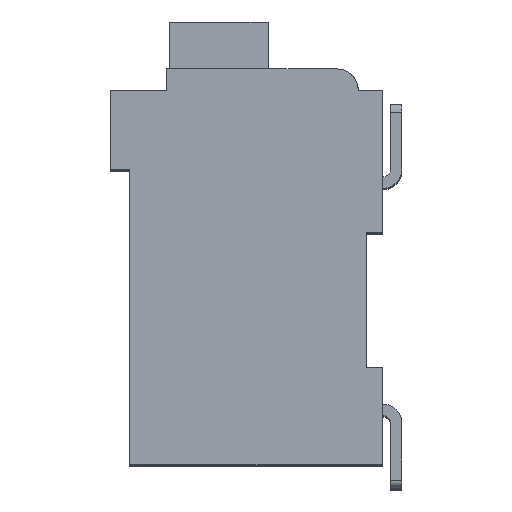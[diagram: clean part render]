
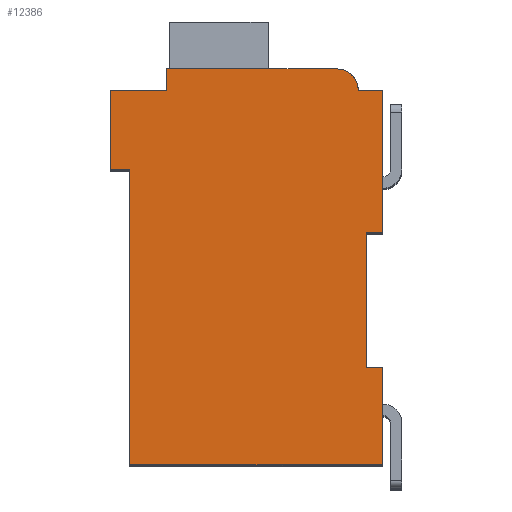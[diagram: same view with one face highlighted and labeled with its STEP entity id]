
A CAD part, top view. The second image highlights one B-rep face of the part: STEP entity #12386.
In plain terms, the highlighted planar face has unit normal (0, 0, 1).
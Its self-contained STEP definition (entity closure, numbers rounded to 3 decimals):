
#1410=DIRECTION('',(1.,0.,0.));
#1411=VECTOR('',#1410,0.5);
#1412=CARTESIAN_POINT('',(7.3,7.15,2.1));
#1413=LINE('',#1412,#1411);
#1414=DIRECTION('',(0.,1.,0.));
#1415=VECTOR('',#1414,4.15);
#1416=CARTESIAN_POINT('',(7.3,3.,2.1));
#1417=LINE('',#1416,#1415);
#1418=DIRECTION('',(-1.,0.,0.));
#1419=VECTOR('',#1418,0.5);
#1420=CARTESIAN_POINT('',(7.8,3.,2.1));
#1421=LINE('',#1420,#1419);
#1422=DIRECTION('',(0.,1.,0.));
#1423=VECTOR('',#1422,3.);
#1424=CARTESIAN_POINT('',(7.8,0.,2.1));
#1425=LINE('',#1424,#1423);
#1426=DIRECTION('',(1.,0.,0.));
#1427=VECTOR('',#1426,7.8);
#1428=CARTESIAN_POINT('',(0.,0.,2.1));
#1429=LINE('',#1428,#1427);
#1430=DIRECTION('',(0.,-1.,0.));
#1431=VECTOR('',#1430,9.1);
#1432=CARTESIAN_POINT('',(0.,9.1,2.1));
#1433=LINE('',#1432,#1431);
#1434=DIRECTION('',(1.,0.,0.));
#1435=VECTOR('',#1434,0.6);
#1436=CARTESIAN_POINT('',(-0.6,9.1,2.1));
#1437=LINE('',#1436,#1435);
#1438=DIRECTION('',(0.,-1.,0.));
#1439=VECTOR('',#1438,2.45);
#1440=CARTESIAN_POINT('',(-0.6,11.55,2.1));
#1441=LINE('',#1440,#1439);
#1442=DIRECTION('',(-1.,0.,0.));
#1443=VECTOR('',#1442,1.75);
#1444=CARTESIAN_POINT('',(1.15,11.55,2.1));
#1445=LINE('',#1444,#1443);
#1446=DIRECTION('',(0.,-1.,0.));
#1447=VECTOR('',#1446,0.65);
#1448=CARTESIAN_POINT('',(1.15,12.2,2.1));
#1449=LINE('',#1448,#1447);
#1450=DIRECTION('',(-1.,0.,0.));
#1451=VECTOR('',#1450,5.25);
#1452=CARTESIAN_POINT('',(6.4,12.2,2.1));
#1453=LINE('',#1452,#1451);
#1454=CARTESIAN_POINT('',(6.4,11.55,2.1));
#1455=DIRECTION('',(0.,0.,1.));
#1456=DIRECTION('',(1.,0.,0.));
#1457=AXIS2_PLACEMENT_3D('',#1454,#1455,#1456);
#1459=DIRECTION('',(-1.,0.,0.));
#1460=VECTOR('',#1459,0.75);
#1461=CARTESIAN_POINT('',(7.8,11.55,2.1));
#1462=LINE('',#1461,#1460);
#1463=DIRECTION('',(0.,1.,0.));
#1464=VECTOR('',#1463,4.4);
#1465=CARTESIAN_POINT('',(7.8,7.15,2.1));
#1466=LINE('',#1465,#1464);
#8572=CARTESIAN_POINT('',(7.3,7.15,2.1));
#8573=CARTESIAN_POINT('',(7.8,7.15,2.1));
#8574=VERTEX_POINT('',#8572);
#8575=VERTEX_POINT('',#8573);
#8576=CARTESIAN_POINT('',(7.8,11.55,2.1));
#8577=VERTEX_POINT('',#8576);
#8578=CARTESIAN_POINT('',(7.05,11.55,2.1));
#8579=VERTEX_POINT('',#8578);
#8580=CARTESIAN_POINT('',(6.4,12.2,2.1));
#8581=VERTEX_POINT('',#8580);
#8582=CARTESIAN_POINT('',(1.15,12.2,2.1));
#8583=VERTEX_POINT('',#8582);
#8584=CARTESIAN_POINT('',(1.15,11.55,2.1));
#8585=VERTEX_POINT('',#8584);
#8586=CARTESIAN_POINT('',(-0.6,11.55,2.1));
#8587=VERTEX_POINT('',#8586);
#8588=CARTESIAN_POINT('',(-0.6,9.1,2.1));
#8589=VERTEX_POINT('',#8588);
#8590=CARTESIAN_POINT('',(0.,9.1,2.1));
#8591=VERTEX_POINT('',#8590);
#8592=CARTESIAN_POINT('',(0.,0.,2.1));
#8593=VERTEX_POINT('',#8592);
#8594=CARTESIAN_POINT('',(7.8,0.,2.1));
#8595=VERTEX_POINT('',#8594);
#8596=CARTESIAN_POINT('',(7.8,3.,2.1));
#8597=VERTEX_POINT('',#8596);
#8598=CARTESIAN_POINT('',(7.3,3.,2.1));
#8599=VERTEX_POINT('',#8598);
#12356=CARTESIAN_POINT('',(0.,0.,2.1));
#12357=DIRECTION('',(0.,0.,1.));
#12358=DIRECTION('',(1.,0.,0.));
#12359=AXIS2_PLACEMENT_3D('',#12356,#12357,#12358);
#12360=PLANE('',#12359);
#12361=ORIENTED_EDGE('',*,*,#11237,.F.);
#12362=ORIENTED_EDGE('',*,*,#11687,.F.);
#12364=ORIENTED_EDGE('',*,*,#12363,.F.);
#12366=ORIENTED_EDGE('',*,*,#12365,.F.);
#12367=ORIENTED_EDGE('',*,*,#12124,.F.);
#12368=ORIENTED_EDGE('',*,*,#12041,.F.);
#12370=ORIENTED_EDGE('',*,*,#12369,.F.);
#12372=ORIENTED_EDGE('',*,*,#12371,.F.);
#12374=ORIENTED_EDGE('',*,*,#12373,.F.);
#12376=ORIENTED_EDGE('',*,*,#12375,.F.);
#12378=ORIENTED_EDGE('',*,*,#12377,.F.);
#12380=ORIENTED_EDGE('',*,*,#12379,.F.);
#12382=ORIENTED_EDGE('',*,*,#12381,.F.);
#12383=ORIENTED_EDGE('',*,*,#11483,.F.);
#12384=EDGE_LOOP('',(#12361,#12362,#12364,#12366,#12367,#12368,#12370,#12372,
#12374,#12376,#12378,#12380,#12382,#12383));
#12385=FACE_OUTER_BOUND('',#12384,.F.);
#1458=CIRCLE('',#1457,0.65);
#11237=EDGE_CURVE('',#8574,#8575,#1413,.T.);
#11483=EDGE_CURVE('',#8575,#8577,#1466,.T.);
#11687=EDGE_CURVE('',#8599,#8574,#1417,.T.);
#12041=EDGE_CURVE('',#8591,#8593,#1433,.T.);
#12124=EDGE_CURVE('',#8593,#8595,#1429,.T.);
#12363=EDGE_CURVE('',#8597,#8599,#1421,.T.);
#12365=EDGE_CURVE('',#8595,#8597,#1425,.T.);
#12369=EDGE_CURVE('',#8589,#8591,#1437,.T.);
#12371=EDGE_CURVE('',#8587,#8589,#1441,.T.);
#12373=EDGE_CURVE('',#8585,#8587,#1445,.T.);
#12375=EDGE_CURVE('',#8583,#8585,#1449,.T.);
#12377=EDGE_CURVE('',#8581,#8583,#1453,.T.);
#12379=EDGE_CURVE('',#8579,#8581,#1458,.T.);
#12381=EDGE_CURVE('',#8577,#8579,#1462,.T.);
#12386=ADVANCED_FACE('',(#12385),#12360,.T.);
